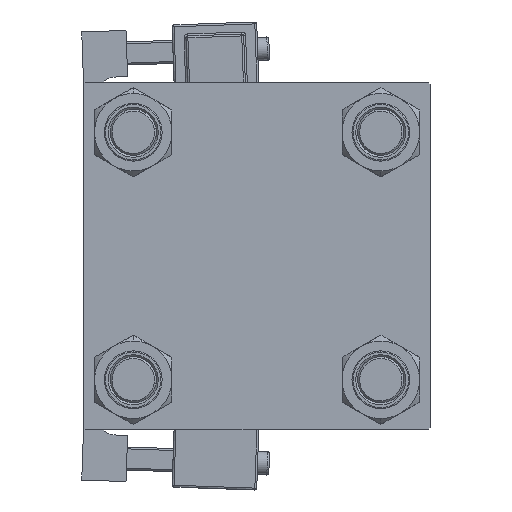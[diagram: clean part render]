
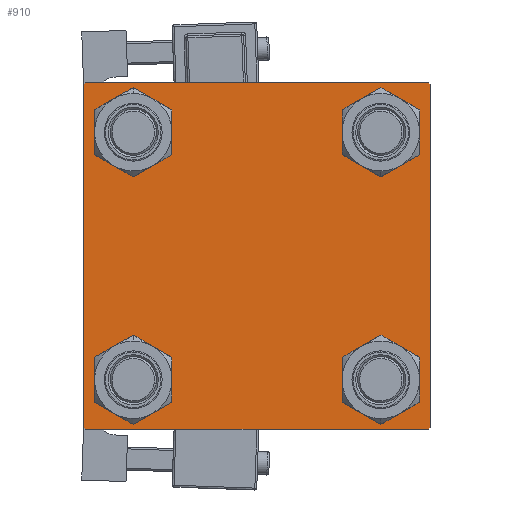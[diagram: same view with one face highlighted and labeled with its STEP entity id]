
A CAD part, left-side view. The second image highlights one B-rep face of the part: STEP entity #910.
In plain terms, the highlighted planar face has unit normal (-1, 0, 0).
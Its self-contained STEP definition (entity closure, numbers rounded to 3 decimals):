
#204 = EDGE_CURVE ( 'NONE', #32363, #29574, #15120, .T. ) ;
#640 = CARTESIAN_POINT ( 'NONE',  ( 0., 44.5, -45. ) ) ;
#910 = ADVANCED_FACE ( 'NONE', ( #47570, #43588, #19986, #24228, #11243 ), #31660, .T. ) ;
#1489 = VECTOR ( 'NONE', #45296, 1000. ) ;
#1541 = CARTESIAN_POINT ( 'NONE',  ( 0., -32.15, 32.15 ) ) ;
#2422 = EDGE_LOOP ( 'NONE', ( #48788, #31908 ) ) ;
#2710 = AXIS2_PLACEMENT_3D ( 'NONE', #1541, #16931, #45294 ) ;
#2951 = VERTEX_POINT ( 'NONE', #33034 ) ;
#3440 = VECTOR ( 'NONE', #44399, 1000. ) ;
#3951 = CIRCLE ( 'NONE', #40365, 6.5 ) ;
#4153 = CARTESIAN_POINT ( 'NONE',  ( 0., -32.15, 38.65 ) ) ;
#4355 = ORIENTED_EDGE ( 'NONE', *, *, #21361, .T. ) ;
#4481 = ORIENTED_EDGE ( 'NONE', *, *, #22225, .T. ) ;
#4842 = CARTESIAN_POINT ( 'NONE',  ( 0., 45., 45. ) ) ;
#4941 = DIRECTION ( 'NONE',  ( 0., 0.707, -0.707 ) ) ;
#5111 = DIRECTION ( 'NONE',  ( 0., 0., 1. ) ) ;
#5770 = DIRECTION ( 'NONE',  ( 0., 0., 1. ) ) ;
#6382 = CIRCLE ( 'NONE', #20771, 6.5 ) ;
#6759 = EDGE_CURVE ( 'NONE', #24918, #2951, #35759, .T. ) ;
#7076 = CARTESIAN_POINT ( 'NONE',  ( 0., -45., 45. ) ) ;
#7720 = CARTESIAN_POINT ( 'NONE',  ( 0., 32.15, -25.65 ) ) ;
#8198 = ORIENTED_EDGE ( 'NONE', *, *, #52203, .T. ) ;
#10516 = CARTESIAN_POINT ( 'NONE',  ( 0., 32.15, 32.15 ) ) ;
#11243 = FACE_OUTER_BOUND ( 'NONE', #16239, .T. ) ;
#11448 = EDGE_LOOP ( 'NONE', ( #8198, #47339 ) ) ;
#11502 = CIRCLE ( 'NONE', #44511, 6.5 ) ;
#11504 = DIRECTION ( 'NONE',  ( 0., 0., 1. ) ) ;
#12129 = LINE ( 'NONE', #20863, #17791 ) ;
#12180 = VECTOR ( 'NONE', #28675, 1000. ) ;
#12415 = AXIS2_PLACEMENT_3D ( 'NONE', #14070, #42956, #14334 ) ;
#12810 = LINE ( 'NONE', #4842, #19833 ) ;
#12833 = VECTOR ( 'NONE', #13757, 1000. ) ;
#13757 = DIRECTION ( 'NONE',  ( 0., 0., -1. ) ) ;
#13905 = CARTESIAN_POINT ( 'NONE',  ( 0., -32.15, -25.65 ) ) ;
#14070 = CARTESIAN_POINT ( 'NONE',  ( 0., -32.15, -32.15 ) ) ;
#14334 = DIRECTION ( 'NONE',  ( 0., 0., 1. ) ) ;
#14621 = CARTESIAN_POINT ( 'NONE',  ( 0., -45., -44.5 ) ) ;
#15120 = CIRCLE ( 'NONE', #37148, 6.5 ) ;
#15238 = CARTESIAN_POINT ( 'NONE',  ( 0., 45., -45. ) ) ;
#15665 = CARTESIAN_POINT ( 'NONE',  ( 0., 45., -44.5 ) ) ;
#15772 = DIRECTION ( 'NONE',  ( 0., -0.707, -0.707 ) ) ;
#15852 = CARTESIAN_POINT ( 'NONE',  ( 0., 32.15, -38.65 ) ) ;
#16124 = ORIENTED_EDGE ( 'NONE', *, *, #51424, .T. ) ;
#16239 = EDGE_LOOP ( 'NONE', ( #4481, #4355, #33792, #16124, #19295, #32767, #18924, #25577 ) ) ;
#16294 = DIRECTION ( 'NONE',  ( 0., 0., -1. ) ) ;
#16297 = CARTESIAN_POINT ( 'NONE',  ( 0., 44.75, -44.75 ) ) ;
#16473 = CARTESIAN_POINT ( 'NONE',  ( 0., 32.15, 38.65 ) ) ;
#16542 = CIRCLE ( 'NONE', #12415, 6.5 ) ;
#16931 = DIRECTION ( 'NONE',  ( 1., 0., 0. ) ) ;
#17196 = LINE ( 'NONE', #25157, #1489 ) ;
#17724 = CARTESIAN_POINT ( 'NONE',  ( 0., 45., 45. ) ) ;
#17791 = VECTOR ( 'NONE', #4941, 1000. ) ;
#17999 = LINE ( 'NONE', #17724, #12833 ) ;
#18175 = DIRECTION ( 'NONE',  ( 1., 0., 0. ) ) ;
#18670 = ORIENTED_EDGE ( 'NONE', *, *, #38984, .T. ) ;
#18756 = EDGE_CURVE ( 'NONE', #32614, #33320, #12129, .T. ) ;
#18924 = ORIENTED_EDGE ( 'NONE', *, *, #31875, .F. ) ;
#19058 = VERTEX_POINT ( 'NONE', #41994 ) ;
#19192 = VERTEX_POINT ( 'NONE', #15665 ) ;
#19295 = ORIENTED_EDGE ( 'NONE', *, *, #34020, .F. ) ;
#19717 = ORIENTED_EDGE ( 'NONE', *, *, #38607, .T. ) ;
#19748 = LINE ( 'NONE', #15238, #3440 ) ;
#19833 = VECTOR ( 'NONE', #40394, 1000. ) ;
#19878 = CARTESIAN_POINT ( 'NONE',  ( 0., -45., 44.5 ) ) ;
#19986 = FACE_BOUND ( 'NONE', #2422, .T. ) ;
#20400 = VECTOR ( 'NONE', #15772, 1000. ) ;
#20531 = LINE ( 'NONE', #7076, #41891 ) ;
#20533 = EDGE_CURVE ( 'NONE', #52126, #19058, #19748, .T. ) ;
#20771 = AXIS2_PLACEMENT_3D ( 'NONE', #33566, #18175, #46008 ) ;
#20863 = CARTESIAN_POINT ( 'NONE',  ( 0., 44.75, 44.75 ) ) ;
#20961 = DIRECTION ( 'NONE',  ( 1., 0., 0. ) ) ;
#20972 = CARTESIAN_POINT ( 'NONE',  ( 0., 32.15, 25.65 ) ) ;
#21361 = EDGE_CURVE ( 'NONE', #19192, #52126, #32484, .T. ) ;
#22225 = EDGE_CURVE ( 'NONE', #33320, #19192, #17999, .T. ) ;
#22352 = CARTESIAN_POINT ( 'NONE',  ( 0., -32.15, -32.15 ) ) ;
#22705 = DIRECTION ( 'NONE',  ( 0., 0., 1. ) ) ;
#24228 = FACE_BOUND ( 'NONE', #52042, .T. ) ;
#24344 = ORIENTED_EDGE ( 'NONE', *, *, #6759, .T. ) ;
#24605 = DIRECTION ( 'NONE',  ( 0., 0., 1. ) ) ;
#24918 = VERTEX_POINT ( 'NONE', #4153 ) ;
#25157 = CARTESIAN_POINT ( 'NONE',  ( 0., -44.75, -44.75 ) ) ;
#25285 = CARTESIAN_POINT ( 'NONE',  ( 0., -32.15, 32.15 ) ) ;
#25549 = DIRECTION ( 'NONE',  ( 0., 0., 1. ) ) ;
#25577 = ORIENTED_EDGE ( 'NONE', *, *, #18756, .T. ) ;
#27450 = AXIS2_PLACEMENT_3D ( 'NONE', #30451, #20961, #5770 ) ;
#27914 = CARTESIAN_POINT ( 'NONE',  ( 0., -32.15, -38.65 ) ) ;
#28662 = EDGE_LOOP ( 'NONE', ( #24344, #18670 ) ) ;
#28675 = DIRECTION ( 'NONE',  ( 0., 0.707, 0.707 ) ) ;
#29394 = CARTESIAN_POINT ( 'NONE',  ( 0., -44.5, 45. ) ) ;
#29574 = VERTEX_POINT ( 'NONE', #15852 ) ;
#29966 = VERTEX_POINT ( 'NONE', #13905 ) ;
#30451 = CARTESIAN_POINT ( 'NONE',  ( 0., 32.15, -32.15 ) ) ;
#31420 = EDGE_CURVE ( 'NONE', #41477, #40695, #37131, .T. ) ;
#31660 = PLANE ( 'NONE',  #46498 ) ;
#31875 = EDGE_CURVE ( 'NONE', #32614, #40695, #12810, .T. ) ;
#31908 = ORIENTED_EDGE ( 'NONE', *, *, #32458, .T. ) ;
#32357 = VERTEX_POINT ( 'NONE', #16473 ) ;
#32363 = VERTEX_POINT ( 'NONE', #7720 ) ;
#32388 = CARTESIAN_POINT ( 'NONE',  ( 0., -44.75, 44.75 ) ) ;
#32458 = EDGE_CURVE ( 'NONE', #29574, #32363, #48602, .T. ) ;
#32484 = LINE ( 'NONE', #16297, #20400 ) ;
#32614 = VERTEX_POINT ( 'NONE', #48432 ) ;
#32767 = ORIENTED_EDGE ( 'NONE', *, *, #31420, .T. ) ;
#33034 = CARTESIAN_POINT ( 'NONE',  ( 0., -32.15, 25.65 ) ) ;
#33320 = VERTEX_POINT ( 'NONE', #43805 ) ;
#33566 = CARTESIAN_POINT ( 'NONE',  ( 0., 32.15, 32.15 ) ) ;
#33792 = ORIENTED_EDGE ( 'NONE', *, *, #20533, .T. ) ;
#34020 = EDGE_CURVE ( 'NONE', #41477, #48256, #20531, .T. ) ;
#35106 = VERTEX_POINT ( 'NONE', #27914 ) ;
#35759 = CIRCLE ( 'NONE', #2710, 6.5 ) ;
#37076 = AXIS2_PLACEMENT_3D ( 'NONE', #22352, #38271, #25549 ) ;
#37131 = LINE ( 'NONE', #32388, #12180 ) ;
#37148 = AXIS2_PLACEMENT_3D ( 'NONE', #48736, #44759, #24605 ) ;
#38271 = DIRECTION ( 'NONE',  ( 1., 0., 0. ) ) ;
#38440 = EDGE_CURVE ( 'NONE', #35106, #29966, #16542, .T. ) ;
#38607 = EDGE_CURVE ( 'NONE', #32357, #39193, #6382, .T. ) ;
#38984 = EDGE_CURVE ( 'NONE', #2951, #24918, #11502, .T. ) ;
#39193 = VERTEX_POINT ( 'NONE', #20972 ) ;
#40365 = AXIS2_PLACEMENT_3D ( 'NONE', #10516, #47352, #22705 ) ;
#40394 = DIRECTION ( 'NONE',  ( 0., -1., 0. ) ) ;
#40695 = VERTEX_POINT ( 'NONE', #29394 ) ;
#41477 = VERTEX_POINT ( 'NONE', #19878 ) ;
#41891 = VECTOR ( 'NONE', #16294, 1000. ) ;
#41994 = CARTESIAN_POINT ( 'NONE',  ( 0., -44.5, -45. ) ) ;
#42291 = ORIENTED_EDGE ( 'NONE', *, *, #49014, .T. ) ;
#42956 = DIRECTION ( 'NONE',  ( 1., 0., 0. ) ) ;
#43588 = FACE_BOUND ( 'NONE', #11448, .T. ) ;
#43805 = CARTESIAN_POINT ( 'NONE',  ( 0., 45., 44.5 ) ) ;
#44399 = DIRECTION ( 'NONE',  ( 0., -1., 0. ) ) ;
#44511 = AXIS2_PLACEMENT_3D ( 'NONE', #25285, #49667, #5111 ) ;
#44759 = DIRECTION ( 'NONE',  ( 1., 0., 0. ) ) ;
#45294 = DIRECTION ( 'NONE',  ( 0., 0., 1. ) ) ;
#45296 = DIRECTION ( 'NONE',  ( 0., -0.707, 0.707 ) ) ;
#46008 = DIRECTION ( 'NONE',  ( 0., 0., 1. ) ) ;
#46498 = AXIS2_PLACEMENT_3D ( 'NONE', #47828, #52322, #11504 ) ;
#47339 = ORIENTED_EDGE ( 'NONE', *, *, #38440, .T. ) ;
#47352 = DIRECTION ( 'NONE',  ( 1., 0., 0. ) ) ;
#47570 = FACE_BOUND ( 'NONE', #28662, .T. ) ;
#47828 = CARTESIAN_POINT ( 'NONE',  ( 0., 0., 0. ) ) ;
#48256 = VERTEX_POINT ( 'NONE', #14621 ) ;
#48432 = CARTESIAN_POINT ( 'NONE',  ( 0., 44.5, 45. ) ) ;
#48602 = CIRCLE ( 'NONE', #27450, 6.5 ) ;
#48736 = CARTESIAN_POINT ( 'NONE',  ( 0., 32.15, -32.15 ) ) ;
#48788 = ORIENTED_EDGE ( 'NONE', *, *, #204, .T. ) ;
#49014 = EDGE_CURVE ( 'NONE', #39193, #32357, #3951, .T. ) ;
#49667 = DIRECTION ( 'NONE',  ( 1., 0., 0. ) ) ;
#49785 = CIRCLE ( 'NONE', #37076, 6.5 ) ;
#51424 = EDGE_CURVE ( 'NONE', #19058, #48256, #17196, .T. ) ;
#52042 = EDGE_LOOP ( 'NONE', ( #19717, #42291 ) ) ;
#52126 = VERTEX_POINT ( 'NONE', #640 ) ;
#52203 = EDGE_CURVE ( 'NONE', #29966, #35106, #49785, .T. ) ;
#52322 = DIRECTION ( 'NONE',  ( -1., 0., 0. ) ) ;
